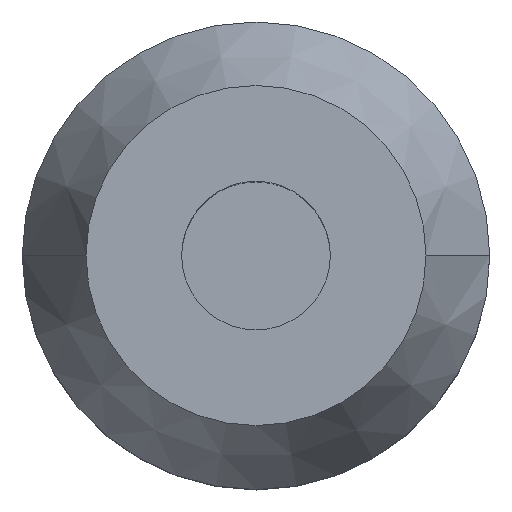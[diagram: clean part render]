
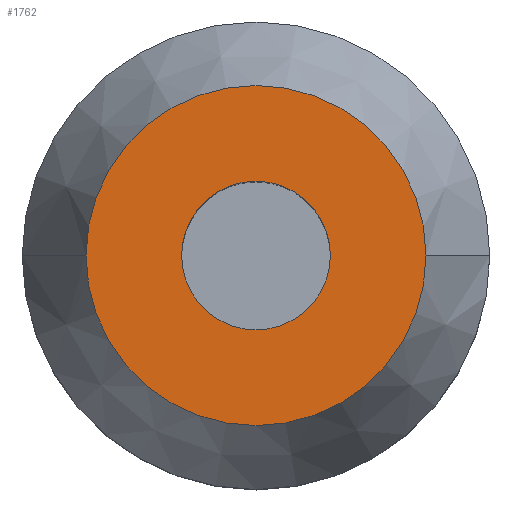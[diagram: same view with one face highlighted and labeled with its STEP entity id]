
A CAD part, top view. The second image highlights one B-rep face of the part: STEP entity #1762.
In plain terms, the highlighted planar face has unit normal (0, 0, 1).
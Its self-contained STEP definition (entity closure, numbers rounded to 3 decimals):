
#61 = AXIS2_PLACEMENT_3D ( 'NONE', #3393, #1740, #3483 ) ;
#78 = CARTESIAN_POINT ( 'NONE',  ( 0., 0., 75. ) ) ;
#131 = CIRCLE ( 'NONE', #1264, 7. ) ;
#292 = ORIENTED_EDGE ( 'NONE', *, *, #3300, .F. ) ;
#387 = ORIENTED_EDGE ( 'NONE', *, *, #2894, .F. ) ;
#652 = CARTESIAN_POINT ( 'NONE',  ( 7., 0., 75. ) ) ;
#705 = EDGE_LOOP ( 'NONE', ( #1756, #3597 ) ) ;
#723 = DIRECTION ( 'NONE',  ( -1., 0., 0. ) ) ;
#971 = DIRECTION ( 'NONE',  ( 0., 0., -1. ) ) ;
#982 = FACE_OUTER_BOUND ( 'NONE', #3506, .T. ) ;
#991 = VERTEX_POINT ( 'NONE', #2426 ) ;
#1113 = CIRCLE ( 'NONE', #1563, 16. ) ;
#1123 = VERTEX_POINT ( 'NONE', #3390 ) ;
#1128 = CIRCLE ( 'NONE', #61, 16. ) ;
#1205 = CARTESIAN_POINT ( 'NONE',  ( 0., 16., 75. ) ) ;
#1253 = DIRECTION ( 'NONE',  ( 0., 0., -1. ) ) ;
#1264 = AXIS2_PLACEMENT_3D ( 'NONE', #1828, #971, #723 ) ;
#1362 = CIRCLE ( 'NONE', #1745, 7. ) ;
#1543 = DIRECTION ( 'NONE',  ( -1., 0., 0. ) ) ;
#1563 = AXIS2_PLACEMENT_3D ( 'NONE', #2144, #1253, #1543 ) ;
#1646 = VERTEX_POINT ( 'NONE', #652 ) ;
#1659 = EDGE_CURVE ( 'NONE', #991, #1646, #1362, .T. ) ;
#1740 = DIRECTION ( 'NONE',  ( 0., 0., -1. ) ) ;
#1745 = AXIS2_PLACEMENT_3D ( 'NONE', #78, #2876, #1748 ) ;
#1748 = DIRECTION ( 'NONE',  ( -1., 0., 0. ) ) ;
#1756 = ORIENTED_EDGE ( 'NONE', *, *, #1659, .T. ) ;
#1762 = ADVANCED_FACE ( 'NONE', ( #1895, #982 ), #3412, .T. ) ;
#1776 = DIRECTION ( 'NONE',  ( 0., 0., 1. ) ) ;
#1828 = CARTESIAN_POINT ( 'NONE',  ( 0., 0., 75. ) ) ;
#1872 = EDGE_CURVE ( 'NONE', #1646, #991, #131, .T. ) ;
#1895 = FACE_BOUND ( 'NONE', #705, .T. ) ;
#1912 = CARTESIAN_POINT ( 'NONE',  ( -16., 0., 75. ) ) ;
#2144 = CARTESIAN_POINT ( 'NONE',  ( 0., 0., 75. ) ) ;
#2284 = AXIS2_PLACEMENT_3D ( 'NONE', #1205, #1776, #3131 ) ;
#2426 = CARTESIAN_POINT ( 'NONE',  ( -7., 0., 75. ) ) ;
#2876 = DIRECTION ( 'NONE',  ( 0., 0., -1. ) ) ;
#2894 = EDGE_CURVE ( 'NONE', #1123, #3233, #1113, .T. ) ;
#3131 = DIRECTION ( 'NONE',  ( 1., 0., 0. ) ) ;
#3233 = VERTEX_POINT ( 'NONE', #1912 ) ;
#3300 = EDGE_CURVE ( 'NONE', #3233, #1123, #1128, .T. ) ;
#3390 = CARTESIAN_POINT ( 'NONE',  ( 16., 0., 75. ) ) ;
#3393 = CARTESIAN_POINT ( 'NONE',  ( 0., 0., 75. ) ) ;
#3412 = PLANE ( 'NONE',  #2284 ) ;
#3483 = DIRECTION ( 'NONE',  ( -1., 0., 0. ) ) ;
#3506 = EDGE_LOOP ( 'NONE', ( #292, #387 ) ) ;
#3597 = ORIENTED_EDGE ( 'NONE', *, *, #1872, .T. ) ;
